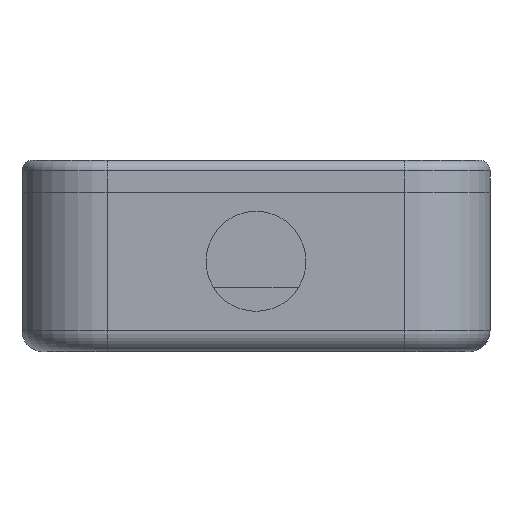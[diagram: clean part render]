
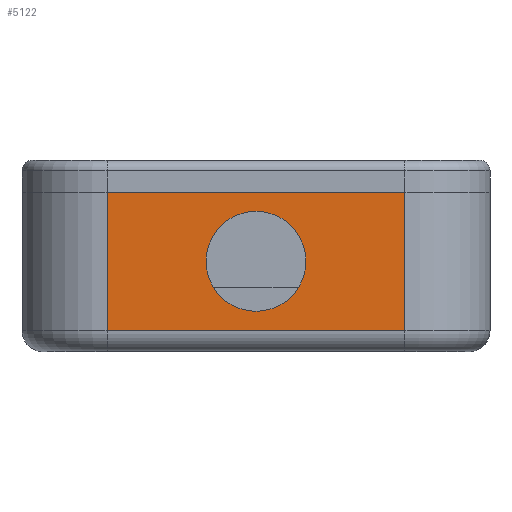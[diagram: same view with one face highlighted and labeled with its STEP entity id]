
A CAD part, front view. The second image highlights one B-rep face of the part: STEP entity #5122.
In plain terms, the highlighted planar face has unit normal (0, -1, 0).
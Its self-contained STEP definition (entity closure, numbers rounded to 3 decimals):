
#11 = CARTESIAN_POINT ( 'NONE',  ( 14., -150.13, -13. ) ) ;
#62 = DIRECTION ( 'NONE',  ( 0., 0., -1. ) ) ;
#92 = DIRECTION ( 'NONE',  ( 0., -1., 0. ) ) ;
#360 = VECTOR ( 'NONE', #6144, 1000. ) ;
#515 = CARTESIAN_POINT ( 'NONE',  ( -14., -150.13, 0. ) ) ;
#542 = ORIENTED_EDGE ( 'NONE', *, *, #880, .T. ) ;
#880 = EDGE_CURVE ( 'NONE', #1361, #3406, #5961, .T. ) ;
#1059 = PLANE ( 'NONE',  #6202 ) ;
#1099 = ORIENTED_EDGE ( 'NONE', *, *, #4003, .T. ) ;
#1100 = VERTEX_POINT ( 'NONE', #5901 ) ;
#1361 = VERTEX_POINT ( 'NONE', #4286 ) ;
#1412 = EDGE_LOOP ( 'NONE', ( #5890, #4155, #1099, #542 ) ) ;
#1910 = DIRECTION ( 'NONE',  ( 0., 0., -1. ) ) ;
#1942 = DIRECTION ( 'NONE',  ( 0., -1., 0. ) ) ;
#2036 = CIRCLE ( 'NONE', #2857, 4.7 ) ;
#2178 = CIRCLE ( 'NONE', #5668, 4.7 ) ;
#2267 = EDGE_CURVE ( 'NONE', #1100, #3586, #4406, .T. ) ;
#2614 = EDGE_CURVE ( 'NONE', #5631, #3156, #2036, .T. ) ;
#2857 = AXIS2_PLACEMENT_3D ( 'NONE', #3490, #4941, #5009 ) ;
#2862 = ORIENTED_EDGE ( 'NONE', *, *, #3652, .F. ) ;
#3156 = VERTEX_POINT ( 'NONE', #3178 ) ;
#3178 = CARTESIAN_POINT ( 'NONE',  ( 0., -150.13, -11.2 ) ) ;
#3334 = FACE_OUTER_BOUND ( 'NONE', #1412, .T. ) ;
#3402 = DIRECTION ( 'NONE',  ( 0., 0., 1. ) ) ;
#3406 = VERTEX_POINT ( 'NONE', #515 ) ;
#3423 = CARTESIAN_POINT ( 'NONE',  ( -22., -150.13, -15. ) ) ;
#3490 = CARTESIAN_POINT ( 'NONE',  ( 0., -150.13, -6.5 ) ) ;
#3530 = CARTESIAN_POINT ( 'NONE',  ( 0., -150.13, -1.8 ) ) ;
#3586 = VERTEX_POINT ( 'NONE', #6101 ) ;
#3652 = EDGE_CURVE ( 'NONE', #3156, #5631, #2178, .T. ) ;
#3658 = DIRECTION ( 'NONE',  ( 1., 0., 0. ) ) ;
#3749 = EDGE_LOOP ( 'NONE', ( #2862, #5179 ) ) ;
#3884 = LINE ( 'NONE', #5848, #5876 ) ;
#4003 = EDGE_CURVE ( 'NONE', #3586, #1361, #3884, .T. ) ;
#4155 = ORIENTED_EDGE ( 'NONE', *, *, #2267, .T. ) ;
#4243 = VECTOR ( 'NONE', #5481, 1000. ) ;
#4286 = CARTESIAN_POINT ( 'NONE',  ( 14., -150.13, 0. ) ) ;
#4296 = FACE_BOUND ( 'NONE', #3749, .T. ) ;
#4400 = VECTOR ( 'NONE', #3658, 1000. ) ;
#4406 = LINE ( 'NONE', #11, #4400 ) ;
#4453 = CARTESIAN_POINT ( 'NONE',  ( 0., -150.13, -6.5 ) ) ;
#4508 = CARTESIAN_POINT ( 'NONE',  ( -22., -150.13, 0. ) ) ;
#4624 = CARTESIAN_POINT ( 'NONE',  ( -14., -150.13, -15. ) ) ;
#4904 = EDGE_CURVE ( 'NONE', #3406, #1100, #5108, .T. ) ;
#4941 = DIRECTION ( 'NONE',  ( 0., -1., 0. ) ) ;
#5009 = DIRECTION ( 'NONE',  ( 0., 0., -1. ) ) ;
#5108 = LINE ( 'NONE', #4624, #360 ) ;
#5122 = ADVANCED_FACE ( 'NONE', ( #4296, #3334 ), #1059, .T. ) ;
#5179 = ORIENTED_EDGE ( 'NONE', *, *, #2614, .F. ) ;
#5481 = DIRECTION ( 'NONE',  ( -1., 0., 0. ) ) ;
#5631 = VERTEX_POINT ( 'NONE', #3530 ) ;
#5668 = AXIS2_PLACEMENT_3D ( 'NONE', #4453, #1942, #62 ) ;
#5848 = CARTESIAN_POINT ( 'NONE',  ( 14., -150.13, -15. ) ) ;
#5876 = VECTOR ( 'NONE', #3402, 1000. ) ;
#5890 = ORIENTED_EDGE ( 'NONE', *, *, #4904, .T. ) ;
#5901 = CARTESIAN_POINT ( 'NONE',  ( -14., -150.13, -13. ) ) ;
#5961 = LINE ( 'NONE', #4508, #4243 ) ;
#6101 = CARTESIAN_POINT ( 'NONE',  ( 14., -150.13, -13. ) ) ;
#6144 = DIRECTION ( 'NONE',  ( 0., 0., -1. ) ) ;
#6202 = AXIS2_PLACEMENT_3D ( 'NONE', #3423, #92, #1910 ) ;
